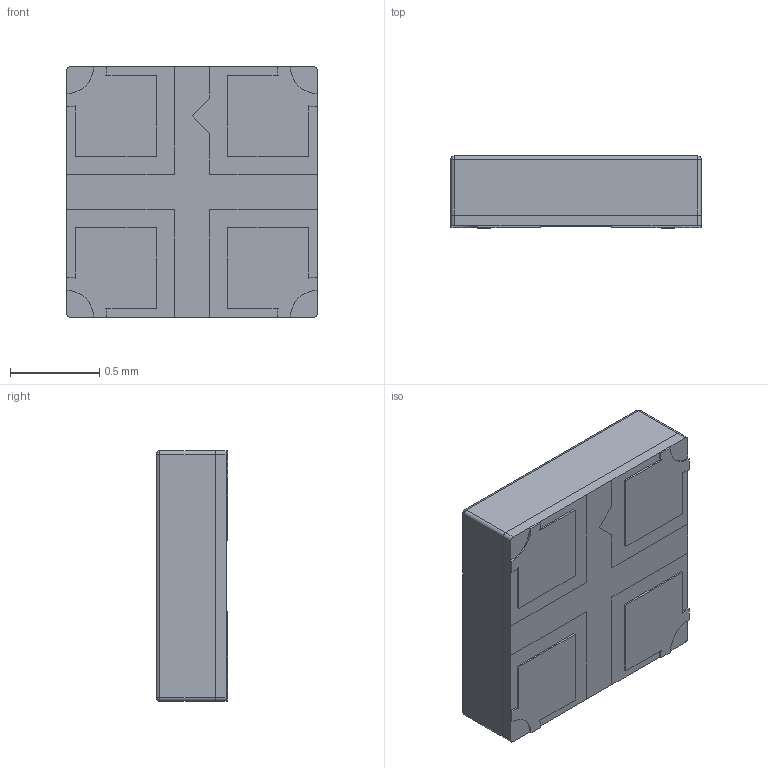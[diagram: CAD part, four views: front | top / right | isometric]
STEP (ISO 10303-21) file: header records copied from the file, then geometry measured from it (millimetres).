
FILE_DESCRIPTION (( 'STEP AP214' ), '1' );
FILE_NAME ('sk6805-ec14.STEP', '2025-04-09T12:22:28', ( '' ), ( '' ), 'SwSTEP 2.0', 'SolidWorks 2024', '' );
FILE_SCHEMA (( 'AUTOMOTIVE_DESIGN' ));
Length unit declared in the file: millimetre
Products named in the file (1): sk6805-ec14
Bounding box: 1.4 x 0.4 x 1.4 mm (x, y, z)
Volume: 0.8 mm3; surface area: 6.1 mm2
Topology: 1 solids, 1 shells, 74 faces, 191 edges, 115 vertices
Faces by surface type: plane 46, cylinder 24, sphere 4
Entity records: 3020 total; most frequent: DIRECTION 381, CARTESIAN_POINT 377, ORIENTED_EDGE 374, EDGE_CURVE 187, VECTOR 143, LINE 143, AXIS2_PLACEMENT_3D 119, VERTEX_POINT 115
